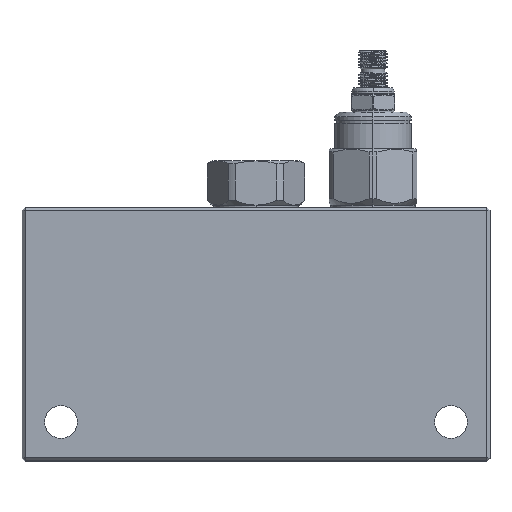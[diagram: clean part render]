
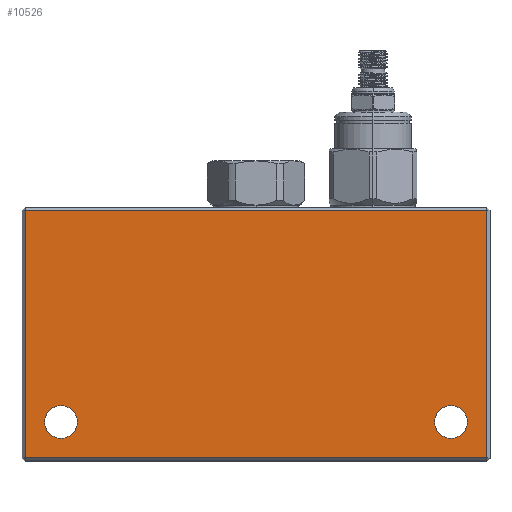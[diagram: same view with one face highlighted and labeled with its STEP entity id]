
A CAD part, top view. The second image highlights one B-rep face of the part: STEP entity #10526.
In plain terms, the highlighted planar face has unit normal (0, 0, 1).
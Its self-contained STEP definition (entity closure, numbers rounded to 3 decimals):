
#191 = CARTESIAN_POINT ( 'NONE',  ( 94.25, -40.325, 19.05 ) ) ;
#795 = FACE_OUTER_BOUND ( 'NONE', #46782, .T. ) ;
#1634 = VERTEX_POINT ( 'NONE', #191 ) ;
#1942 = ORIENTED_EDGE ( 'NONE', *, *, #41624, .T. ) ;
#2645 = EDGE_CURVE ( 'NONE', #8923, #41405, #45307, .T. ) ;
#2949 = ORIENTED_EDGE ( 'NONE', *, *, #42778, .T. ) ;
#3241 = DIRECTION ( 'NONE',  ( 1., 0., 0. ) ) ;
#3465 = LINE ( 'NONE', #8004, #16868 ) ;
#3775 = DIRECTION ( 'NONE',  ( 1., 0., 0. ) ) ;
#4579 = LINE ( 'NONE', #47544, #31299 ) ;
#5985 = AXIS2_PLACEMENT_3D ( 'NONE', #44013, #33456, #3775 ) ;
#6652 = AXIS2_PLACEMENT_3D ( 'NONE', #26830, #16608, #27632 ) ;
#6887 = CARTESIAN_POINT ( 'NONE',  ( 82.55, -28.625, 19.05 ) ) ;
#7601 = DIRECTION ( 'NONE',  ( 0., 0., 1. ) ) ;
#8004 = CARTESIAN_POINT ( 'NONE',  ( 94.25, 41.275, 19.05 ) ) ;
#8923 = VERTEX_POINT ( 'NONE', #15216 ) ;
#9489 = CARTESIAN_POINT ( 'NONE',  ( 82.55, -28.625, 19.05 ) ) ;
#10526 = ADVANCED_FACE ( 'NONE', ( #795, #33891, #42611 ), #45301, .F. ) ;
#11335 = AXIS2_PLACEMENT_3D ( 'NONE', #9489, #42738, #13074 ) ;
#12230 = CARTESIAN_POINT ( 'NONE',  ( 77.2, -28.625, 19.05 ) ) ;
#12533 = CARTESIAN_POINT ( 'NONE',  ( -39.1, -28.625, 19.05 ) ) ;
#13074 = DIRECTION ( 'NONE',  ( 1., 0., 0. ) ) ;
#13973 = VECTOR ( 'NONE', #44844, 1000. ) ;
#15216 = CARTESIAN_POINT ( 'NONE',  ( -49.8, -28.625, 19.05 ) ) ;
#16608 = DIRECTION ( 'NONE',  ( 0., 0., -1. ) ) ;
#16700 = ORIENTED_EDGE ( 'NONE', *, *, #33022, .F. ) ;
#16868 = VECTOR ( 'NONE', #22487, 1000. ) ;
#18045 = VERTEX_POINT ( 'NONE', #40123 ) ;
#18752 = CARTESIAN_POINT ( 'NONE',  ( -56.15, 41.275, 19.05 ) ) ;
#20131 = ORIENTED_EDGE ( 'NONE', *, *, #2645, .F. ) ;
#20366 = VERTEX_POINT ( 'NONE', #33263 ) ;
#21364 = VECTOR ( 'NONE', #47107, 1000. ) ;
#21903 = ORIENTED_EDGE ( 'NONE', *, *, #24855, .T. ) ;
#22113 = LINE ( 'NONE', #18752, #13973 ) ;
#22487 = DIRECTION ( 'NONE',  ( 0., 1., 0. ) ) ;
#24441 = CIRCLE ( 'NONE', #40933, 5.35 ) ;
#24855 = EDGE_CURVE ( 'NONE', #25957, #20366, #22113, .T. ) ;
#25957 = VERTEX_POINT ( 'NONE', #26427 ) ;
#26427 = CARTESIAN_POINT ( 'NONE',  ( -56.15, 40.275, 19.05 ) ) ;
#26830 = CARTESIAN_POINT ( 'NONE',  ( -57.15, 41.275, 19.05 ) ) ;
#27372 = VERTEX_POINT ( 'NONE', #12230 ) ;
#27632 = DIRECTION ( 'NONE',  ( -1., 0., 0. ) ) ;
#28649 = CIRCLE ( 'NONE', #11335, 5.35 ) ;
#29639 = DIRECTION ( 'NONE',  ( 0., 0., 1. ) ) ;
#30025 = CARTESIAN_POINT ( 'NONE',  ( -44.45, -28.625, 19.05 ) ) ;
#30831 = EDGE_LOOP ( 'NONE', ( #47613, #20131 ) ) ;
#31209 = LINE ( 'NONE', #32002, #21364 ) ;
#31299 = VECTOR ( 'NONE', #3241, 1000. ) ;
#32002 = CARTESIAN_POINT ( 'NONE',  ( -57.15, 40.275, 19.05 ) ) ;
#32913 = AXIS2_PLACEMENT_3D ( 'NONE', #30025, #7601, #33579 ) ;
#33022 = EDGE_CURVE ( 'NONE', #27372, #18045, #28649, .T. ) ;
#33263 = CARTESIAN_POINT ( 'NONE',  ( -56.15, -40.325, 19.05 ) ) ;
#33456 = DIRECTION ( 'NONE',  ( 0., 0., 1. ) ) ;
#33515 = VERTEX_POINT ( 'NONE', #38949 ) ;
#33579 = DIRECTION ( 'NONE',  ( 1., 0., 0. ) ) ;
#33891 = FACE_BOUND ( 'NONE', #30831, .T. ) ;
#36169 = CIRCLE ( 'NONE', #5985, 5.35 ) ;
#36577 = DIRECTION ( 'NONE',  ( 1., 0., 0. ) ) ;
#37643 = ORIENTED_EDGE ( 'NONE', *, *, #40720, .T. ) ;
#38949 = CARTESIAN_POINT ( 'NONE',  ( 94.25, 40.275, 19.05 ) ) ;
#39647 = EDGE_LOOP ( 'NONE', ( #41603, #16700 ) ) ;
#40123 = CARTESIAN_POINT ( 'NONE',  ( 87.9, -28.625, 19.05 ) ) ;
#40569 = EDGE_CURVE ( 'NONE', #18045, #27372, #24441, .T. ) ;
#40720 = EDGE_CURVE ( 'NONE', #1634, #33515, #3465, .T. ) ;
#40933 = AXIS2_PLACEMENT_3D ( 'NONE', #6887, #29639, #36577 ) ;
#41405 = VERTEX_POINT ( 'NONE', #12533 ) ;
#41603 = ORIENTED_EDGE ( 'NONE', *, *, #40569, .F. ) ;
#41624 = EDGE_CURVE ( 'NONE', #20366, #1634, #4579, .T. ) ;
#42611 = FACE_BOUND ( 'NONE', #39647, .T. ) ;
#42738 = DIRECTION ( 'NONE',  ( 0., 0., 1. ) ) ;
#42778 = EDGE_CURVE ( 'NONE', #33515, #25957, #31209, .T. ) ;
#44013 = CARTESIAN_POINT ( 'NONE',  ( -44.45, -28.625, 19.05 ) ) ;
#44844 = DIRECTION ( 'NONE',  ( 0., -1., 0. ) ) ;
#45301 = PLANE ( 'NONE',  #6652 ) ;
#45307 = CIRCLE ( 'NONE', #32913, 5.35 ) ;
#46782 = EDGE_LOOP ( 'NONE', ( #1942, #37643, #2949, #21903 ) ) ;
#46823 = EDGE_CURVE ( 'NONE', #41405, #8923, #36169, .T. ) ;
#47107 = DIRECTION ( 'NONE',  ( -1., 0., 0. ) ) ;
#47544 = CARTESIAN_POINT ( 'NONE',  ( -57.15, -40.325, 19.05 ) ) ;
#47613 = ORIENTED_EDGE ( 'NONE', *, *, #46823, .F. ) ;
